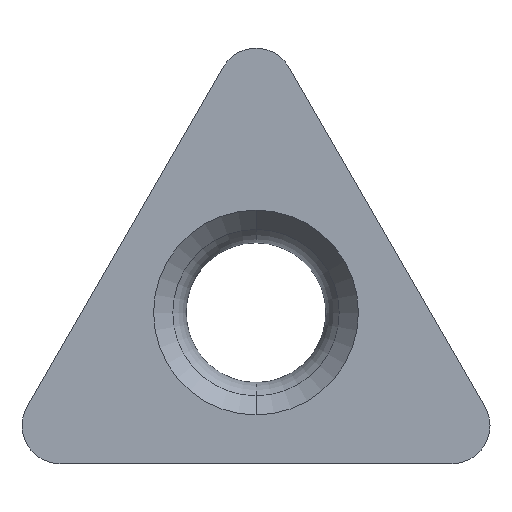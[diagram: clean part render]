
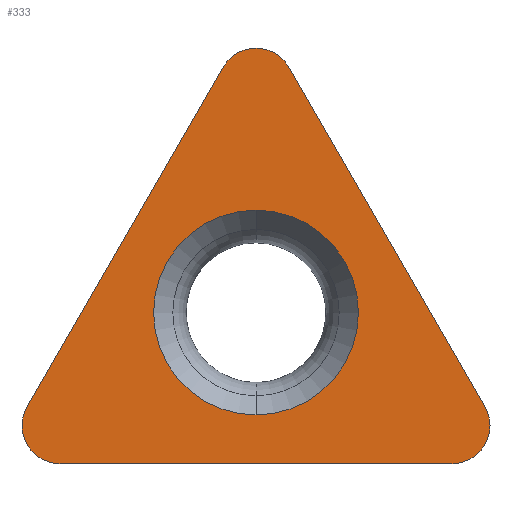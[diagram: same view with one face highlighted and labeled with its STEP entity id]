
A CAD part, top view. The second image highlights one B-rep face of the part: STEP entity #333.
In plain terms, the highlighted planar face has unit normal (0, 0, 1).
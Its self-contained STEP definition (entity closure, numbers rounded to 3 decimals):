
#27=CARTESIAN_POINT('',(6.17,-3.563,0.));
#28=DIRECTION('',(0.,0.,-1.));
#29=DIRECTION('',(0.866,0.5,0.));
#30=AXIS2_PLACEMENT_3D('',#27,#28,#29);
#36=CARTESIAN_POINT('',(-6.17,-3.563,0.));
#37=DIRECTION('',(0.,0.,-1.));
#38=DIRECTION('',(0.,-1.,0.));
#39=AXIS2_PLACEMENT_3D('',#36,#37,#38);
#44=DIRECTION('',(0.5,0.866,0.));
#45=VECTOR('',#44,12.341);
#46=CARTESIAN_POINT('',(-7.21,-2.962,
0.));
#47=LINE('',#46,#45);
#51=CARTESIAN_POINT('',(0.,7.125,0.));
#52=DIRECTION('',(0.,0.,-1.));
#53=DIRECTION('',(-0.866,0.5,0.));
#54=AXIS2_PLACEMENT_3D('',#51,#52,#53);
#59=DIRECTION('',(0.5,-0.866,0.));
#60=VECTOR('',#59,12.341);
#61=CARTESIAN_POINT('',(1.039,7.725,0.));
#62=LINE('',#61,#60);
#66=CARTESIAN_POINT('',(0.,0.,0.));
#67=DIRECTION('',(0.,0.,-1.));
#68=DIRECTION('',(0.,-1.,0.));
#69=AXIS2_PLACEMENT_3D('',#66,#67,#68);
#74=CARTESIAN_POINT('',(0.,0.,0.));
#75=DIRECTION('',(0.,0.,-1.));
#76=DIRECTION('',(0.,1.,0.));
#77=AXIS2_PLACEMENT_3D('',#74,#75,#76);
#185=DIRECTION('',(1.,0.,0.));
#186=VECTOR('',#185,12.341);
#187=CARTESIAN_POINT('',(-6.17,-4.763,0.));
#188=LINE('',#187,#186);
#268=CARTESIAN_POINT('',(7.21,-2.963,0.));
#269=CARTESIAN_POINT('',(6.17,-4.763,0.));
#270=VERTEX_POINT('',#268);
#271=VERTEX_POINT('',#269);
#272=CARTESIAN_POINT('',(-6.17,-4.763,0.));
#273=VERTEX_POINT('',#272);
#274=CARTESIAN_POINT('',(-7.21,-2.962,0.));
#275=VERTEX_POINT('',#274);
#276=CARTESIAN_POINT('',(-1.039,7.725,0.));
#277=VERTEX_POINT('',#276);
#278=CARTESIAN_POINT('',(1.039,7.725,0.));
#279=VERTEX_POINT('',#278);
#300=CARTESIAN_POINT('',(0.,-3.225,0.));
#301=CARTESIAN_POINT('',(0.,3.225,0.));
#302=VERTEX_POINT('',#300);
#303=VERTEX_POINT('',#301);
#308=CARTESIAN_POINT('',(0.,0.,0.));
#309=DIRECTION('',(0.,0.,1.));
#310=DIRECTION('',(1.,0.,0.));
#311=AXIS2_PLACEMENT_3D('',#308,#309,#310);
#312=PLANE('',#311);
#314=ORIENTED_EDGE('',*,*,#313,.T.);
#316=ORIENTED_EDGE('',*,*,#315,.F.);
#318=ORIENTED_EDGE('',*,*,#317,.T.);
#320=ORIENTED_EDGE('',*,*,#319,.T.);
#322=ORIENTED_EDGE('',*,*,#321,.T.);
#324=ORIENTED_EDGE('',*,*,#323,.T.);
#325=EDGE_LOOP('',(#314,#316,#318,#320,#322,#324));
#326=FACE_OUTER_BOUND('',#325,.F.);
#328=ORIENTED_EDGE('',*,*,#327,.F.);
#330=ORIENTED_EDGE('',*,*,#329,.F.);
#331=EDGE_LOOP('',(#328,#330));
#332=FACE_BOUND('',#331,.F.);
#31=CIRCLE('',#30,1.2);
#40=CIRCLE('',#39,1.2);
#55=CIRCLE('',#54,1.2);
#70=CIRCLE('',#69,3.225);
#78=CIRCLE('',#77,3.225);
#313=EDGE_CURVE('',#270,#271,#31,.T.);
#315=EDGE_CURVE('',#273,#271,#188,.T.);
#317=EDGE_CURVE('',#273,#275,#40,.T.);
#319=EDGE_CURVE('',#275,#277,#47,.T.);
#321=EDGE_CURVE('',#277,#279,#55,.T.);
#323=EDGE_CURVE('',#279,#270,#62,.T.);
#327=EDGE_CURVE('',#302,#303,#70,.T.);
#329=EDGE_CURVE('',#303,#302,#78,.T.);
#333=ADVANCED_FACE('',(#326,#332),#312,.T.);
